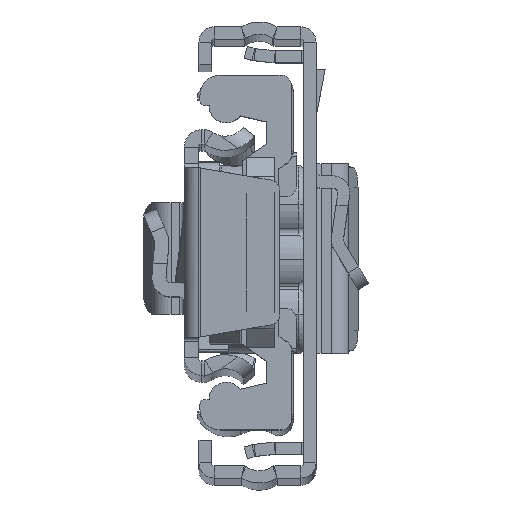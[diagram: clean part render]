
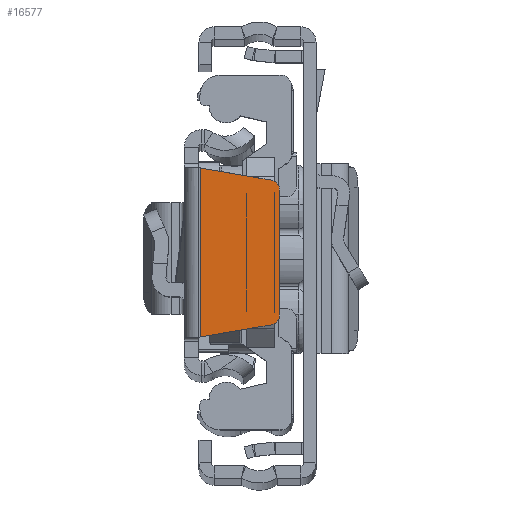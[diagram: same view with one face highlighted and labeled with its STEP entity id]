
A CAD part, top view. The second image highlights one B-rep face of the part: STEP entity #16577.
In plain terms, the highlighted planar face has unit normal (0, 0, 1).
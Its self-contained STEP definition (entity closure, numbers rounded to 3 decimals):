
#1148 = VECTOR ( 'NONE', #13359, 1000. ) ;
#1355 = ORIENTED_EDGE ( 'NONE', *, *, #9588, .T. ) ;
#1495 = CARTESIAN_POINT ( 'NONE',  ( 1.6, 8.333, 0. ) ) ;
#1510 = VERTEX_POINT ( 'NONE', #15093 ) ;
#1550 = EDGE_CURVE ( 'NONE', #2139, #3366, #9987, .T. ) ;
#1989 = DIRECTION ( 'NONE',  ( 0.986, 0.168, 0. ) ) ;
#2139 = VERTEX_POINT ( 'NONE', #11924 ) ;
#2182 = ORIENTED_EDGE ( 'NONE', *, *, #17791, .T. ) ;
#2376 = AXIS2_PLACEMENT_3D ( 'NONE', #6551, #9469, #16324 ) ;
#2813 = EDGE_CURVE ( 'NONE', #1510, #15253, #20563, .T. ) ;
#3228 = CARTESIAN_POINT ( 'NONE',  ( 1.6, -8.333, 0. ) ) ;
#3366 = VERTEX_POINT ( 'NONE', #1495 ) ;
#3921 = LINE ( 'NONE', #7183, #9819 ) ;
#4124 = CARTESIAN_POINT ( 'NONE',  ( 9.4, 6.156, 0. ) ) ;
#4177 = VECTOR ( 'NONE', #8209, 1000. ) ;
#4324 = LINE ( 'NONE', #4124, #15044 ) ;
#5296 = EDGE_LOOP ( 'NONE', ( #1355, #18936, #14336, #7523, #2182, #10117 ) ) ;
#5761 = VERTEX_POINT ( 'NONE', #17375 ) ;
#5999 = CARTESIAN_POINT ( 'NONE',  ( 9.4, 6.156, 0. ) ) ;
#6551 = CARTESIAN_POINT ( 'NONE',  ( 8.4, 6.156, 0. ) ) ;
#7183 = CARTESIAN_POINT ( 'NONE',  ( 8.568, -7.142, 0. ) ) ;
#7523 = ORIENTED_EDGE ( 'NONE', *, *, #12160, .T. ) ;
#8209 = DIRECTION ( 'NONE',  ( 0., -1., 0. ) ) ;
#8695 = DIRECTION ( 'NONE',  ( 1., 0., 0. ) ) ;
#8987 = AXIS2_PLACEMENT_3D ( 'NONE', #14577, #17950, #9474 ) ;
#9469 = DIRECTION ( 'NONE',  ( 0., 0., -1. ) ) ;
#9474 = DIRECTION ( 'NONE',  ( 1., 0., 0. ) ) ;
#9588 = EDGE_CURVE ( 'NONE', #3366, #5761, #18092, .T. ) ;
#9819 = VECTOR ( 'NONE', #1989, 1000. ) ;
#9987 = LINE ( 'NONE', #18026, #1148 ) ;
#10117 = ORIENTED_EDGE ( 'NONE', *, *, #1550, .T. ) ;
#10943 = DIRECTION ( 'NONE',  ( 0., 1., 0. ) ) ;
#11016 = EDGE_CURVE ( 'NONE', #5761, #1510, #3921, .T. ) ;
#11888 = VERTEX_POINT ( 'NONE', #5999 ) ;
#11924 = CARTESIAN_POINT ( 'NONE',  ( 8.568, 7.142, 0. ) ) ;
#12160 = EDGE_CURVE ( 'NONE', #15253, #11888, #4324, .T. ) ;
#13359 = DIRECTION ( 'NONE',  ( -0.986, 0.168, 0. ) ) ;
#14336 = ORIENTED_EDGE ( 'NONE', *, *, #2813, .T. ) ;
#14577 = CARTESIAN_POINT ( 'NONE',  ( 8.4, 6.156, 0. ) ) ;
#14799 = PLANE ( 'NONE',  #2376 ) ;
#15044 = VECTOR ( 'NONE', #10943, 1000. ) ;
#15093 = CARTESIAN_POINT ( 'NONE',  ( 8.568, -7.142, 0. ) ) ;
#15253 = VERTEX_POINT ( 'NONE', #16102 ) ;
#15683 = AXIS2_PLACEMENT_3D ( 'NONE', #20005, #16842, #8695 ) ;
#16102 = CARTESIAN_POINT ( 'NONE',  ( 9.4, -6.156, 0. ) ) ;
#16324 = DIRECTION ( 'NONE',  ( 1., 0., 0. ) ) ;
#16577 = ADVANCED_FACE ( 'NONE', ( #18167 ), #14799, .F. ) ;
#16842 = DIRECTION ( 'NONE',  ( 0., 0., 1. ) ) ;
#17375 = CARTESIAN_POINT ( 'NONE',  ( 1.6, -8.333, 0. ) ) ;
#17791 = EDGE_CURVE ( 'NONE', #11888, #2139, #19005, .T. ) ;
#17950 = DIRECTION ( 'NONE',  ( 0., 0., 1. ) ) ;
#18026 = CARTESIAN_POINT ( 'NONE',  ( 1.5, 8.35, 0. ) ) ;
#18092 = LINE ( 'NONE', #3228, #4177 ) ;
#18167 = FACE_OUTER_BOUND ( 'NONE', #5296, .T. ) ;
#18936 = ORIENTED_EDGE ( 'NONE', *, *, #11016, .T. ) ;
#19005 = CIRCLE ( 'NONE', #8987, 1. ) ;
#20005 = CARTESIAN_POINT ( 'NONE',  ( 8.4, -6.156, 0. ) ) ;
#20563 = CIRCLE ( 'NONE', #15683, 1. ) ;
